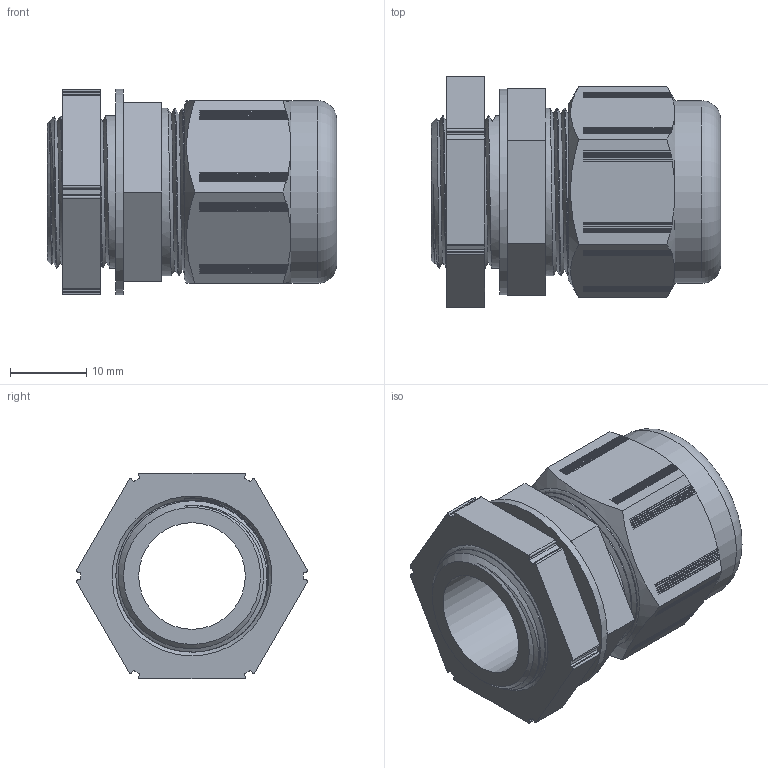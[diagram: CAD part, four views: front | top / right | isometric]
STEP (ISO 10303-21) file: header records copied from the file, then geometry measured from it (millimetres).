
FILE_DESCRIPTION(/* description */ (''),/* implementation_level */ '2;1');
FILE_NAME(/* name */ 'M20 Gland.stp',/* time_stamp */ '2017-09-06T16:13:23+01:00',/* author */ ('callum'),/* organization */ (''),/* preprocessor_version */ 'ST-DEVELOPER v16.13',/* originating_system */ 'Autodesk Inventor 2018',/* authorisation */ '');
FILE_SCHEMA (('AUTOMOTIVE_DESIGN { 1 0 10303 214 3 1 1 }'));
Length unit declared in the file: millimetre
Products named in the file (4): M20 Gland; M20 Body; M20 Nut; M20 Lock Nut
Assembly tree (3 placements, depth 2):
  M20 Gland
    M20 Body
    M20 Nut
    M20 Lock Nut
Bounding box: 38 x 30.31 x 27 mm (x, y, z)
Volume: 12063.2 mm3; surface area: 11596 mm2
Topology: 3 solids, 3 shells, 439 faces, 1263 edges, 832 vertices
Faces by surface type: plane 363, cylinder 50, cone 15, bspline 10, torus 1
Full cylindrical faces by diameter (mm): 14 x2, 20 x8, 22 x9, 24 x1, 27 x1
Entity records: 20891 total; most frequent: CARTESIAN_POINT 10201, ORIENTED_EDGE 2372, DIRECTION 1989, EDGE_CURVE 1186, LINE 895, VECTOR 895, VERTEX_POINT 788, AXIS2_PLACEMENT_3D 547
